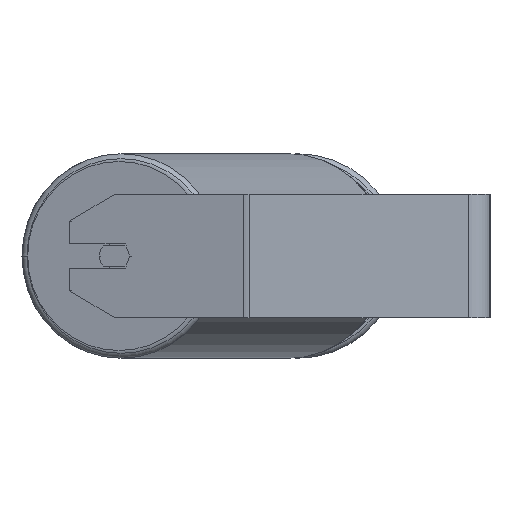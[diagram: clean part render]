
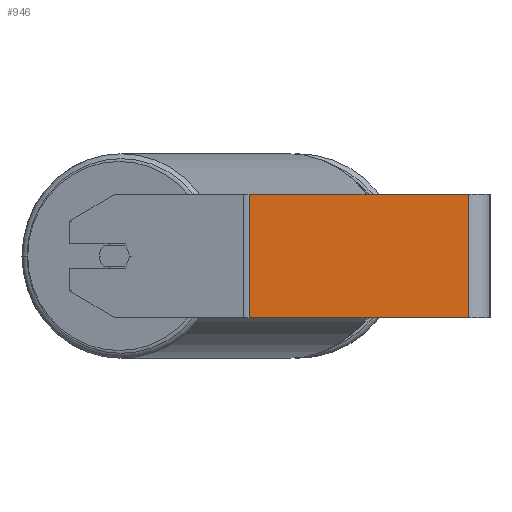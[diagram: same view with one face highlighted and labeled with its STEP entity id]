
A CAD part, left-side view. The second image highlights one B-rep face of the part: STEP entity #946.
In plain terms, the highlighted planar face has unit normal (-1, 0, 0).
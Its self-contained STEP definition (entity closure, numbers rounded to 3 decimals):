
#143 = AXIS2_PLACEMENT_3D ( 'NONE', #2257, #1505, #4339 ) ;
#439 = VECTOR ( 'NONE', #6191, 1000. ) ;
#498 = LINE ( 'NONE', #8598, #4964 ) ;
#514 = VERTEX_POINT ( 'NONE', #7554 ) ;
#906 = CARTESIAN_POINT ( 'NONE',  ( -700., 156.401, -40. ) ) ;
#946 = ADVANCED_FACE ( 'NONE', ( #6385 ), #2175, .F. ) ;
#955 = CARTESIAN_POINT ( 'NONE',  ( -700., 158.244, 40. ) ) ;
#1003 = LINE ( 'NONE', #955, #3022 ) ;
#1012 = VERTEX_POINT ( 'NONE', #5802 ) ;
#1454 = LINE ( 'NONE', #6950, #439 ) ;
#1505 = DIRECTION ( 'NONE',  ( 1., 0., 0. ) ) ;
#1862 = ORIENTED_EDGE ( 'NONE', *, *, #5811, .T. ) ;
#2068 = DIRECTION ( 'NONE',  ( 0., -1., 0. ) ) ;
#2175 = PLANE ( 'NONE',  #143 ) ;
#2257 = CARTESIAN_POINT ( 'NONE',  ( -700., 158.244, 40. ) ) ;
#2364 = EDGE_CURVE ( 'NONE', #7696, #5489, #8560, .T. ) ;
#2556 = EDGE_CURVE ( 'NONE', #1012, #5489, #1454, .T. ) ;
#3022 = VECTOR ( 'NONE', #8539, 1000. ) ;
#3516 = CARTESIAN_POINT ( 'NONE',  ( -700., 14., -40. ) ) ;
#3809 = EDGE_CURVE ( 'NONE', #514, #1012, #1003, .T. ) ;
#3827 = CARTESIAN_POINT ( 'NONE',  ( -700., 158.244, -40. ) ) ;
#3847 = ORIENTED_EDGE ( 'NONE', *, *, #2556, .F. ) ;
#4056 = ORIENTED_EDGE ( 'NONE', *, *, #2364, .T. ) ;
#4266 = VECTOR ( 'NONE', #2068, 1000. ) ;
#4339 = DIRECTION ( 'NONE',  ( 0., 0., -1. ) ) ;
#4373 = ORIENTED_EDGE ( 'NONE', *, *, #3809, .F. ) ;
#4777 = EDGE_LOOP ( 'NONE', ( #4056, #3847, #4373, #1862 ) ) ;
#4964 = VECTOR ( 'NONE', #7319, 1000. ) ;
#5489 = VERTEX_POINT ( 'NONE', #3516 ) ;
#5802 = CARTESIAN_POINT ( 'NONE',  ( -700., 14., 40. ) ) ;
#5811 = EDGE_CURVE ( 'NONE', #514, #7696, #498, .T. ) ;
#6191 = DIRECTION ( 'NONE',  ( 0., 0., -1. ) ) ;
#6385 = FACE_OUTER_BOUND ( 'NONE', #4777, .T. ) ;
#6950 = CARTESIAN_POINT ( 'NONE',  ( -700., 14., 40. ) ) ;
#7319 = DIRECTION ( 'NONE',  ( 0., 0., -1. ) ) ;
#7554 = CARTESIAN_POINT ( 'NONE',  ( -700., 156.401, 40. ) ) ;
#7696 = VERTEX_POINT ( 'NONE', #906 ) ;
#8539 = DIRECTION ( 'NONE',  ( 0., -1., 0. ) ) ;
#8560 = LINE ( 'NONE', #3827, #4266 ) ;
#8598 = CARTESIAN_POINT ( 'NONE',  ( -700., 156.401, 40. ) ) ;
